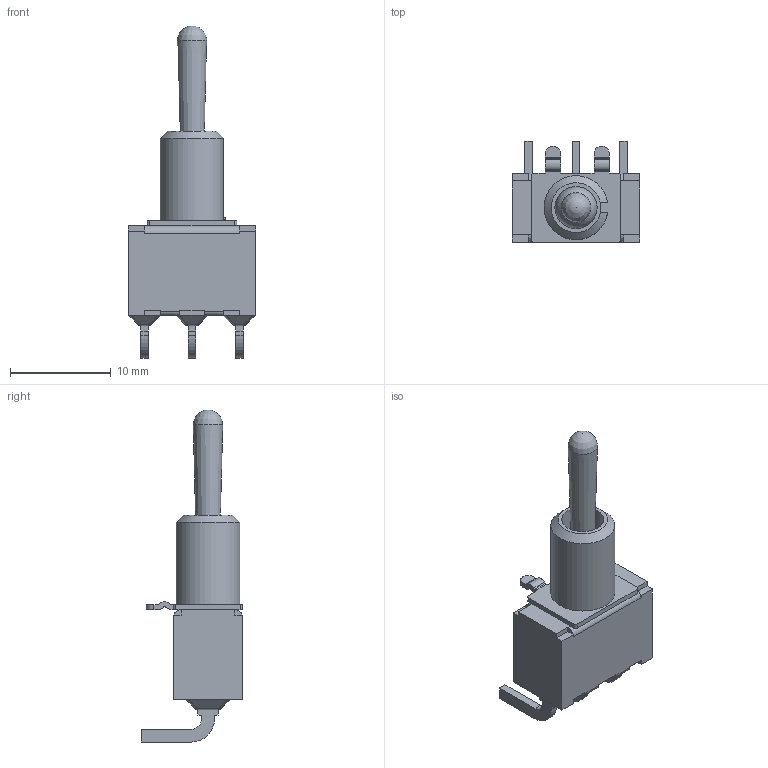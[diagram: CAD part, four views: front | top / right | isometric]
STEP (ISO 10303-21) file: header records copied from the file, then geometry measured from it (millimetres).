
FILE_DESCRIPTION((' '),'2;1');
FILE_NAME('100SPxT1B1M61xE.stp','2017-07-31T14:47:23',(' '),(' '),' ','ACIS',' ');
FILE_SCHEMA(('CONFIG_CONTROL_DESIGN'));
Length unit declared in the file: inch
Products named in the file (1): 100SPxT1B1M61xE.stp
Bounding box: 12.7 x 10.03 x 32.95 mm (x, y, z)
Volume: 1108.1 mm3; surface area: 1250.3 mm2
Topology: 2 solids, 6 shells, 251 faces, 638 edges, 401 vertices
Faces by surface type: plane 173, cylinder 61, sphere 13, cone 3, bspline 1
Full cylindrical faces by diameter (mm): 1.65 x1, 4.2 x1
Entity records: 7523 total; most frequent: CARTESIAN_POINT 1331, DIRECTION 1258, ORIENTED_EDGE 1258, EDGE_CURVE 629, VECTOR 494, LINE 494, VERTEX_POINT 398, AXIS2_PLACEMENT_3D 382
